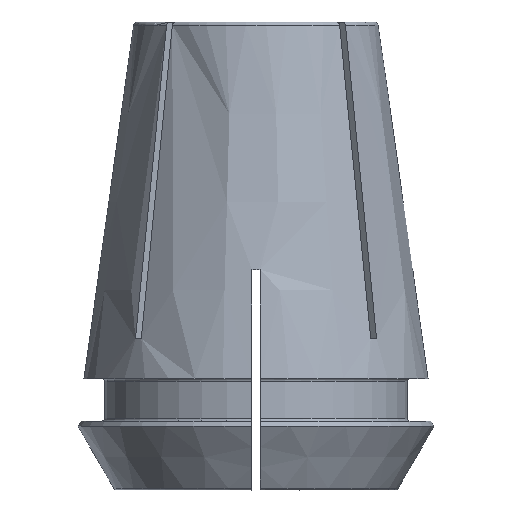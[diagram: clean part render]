
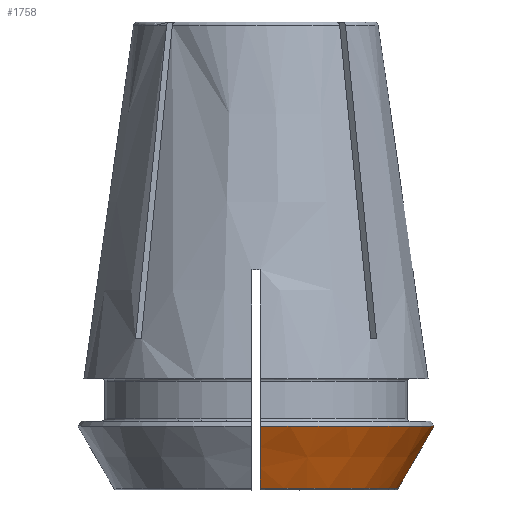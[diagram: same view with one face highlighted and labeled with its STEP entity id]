
A CAD part, front view. The second image highlights one B-rep face of the part: STEP entity #1758.
In plain terms, the highlighted conical face has half-angle 30 degrees and reference radius 12.931 mm.
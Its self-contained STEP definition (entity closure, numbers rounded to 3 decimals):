
#34=CONICAL_SURFACE('',#1943,12.931,0.524);
#391=CIRCLE('',#1942,10.335);
#392=CIRCLE('',#1944,78735.984);
#393=CIRCLE('',#1945,12.931);
#394=CIRCLE('',#1946,77770.275);
#720=ORIENTED_EDGE('',*,*,#1197,.T.);
#721=ORIENTED_EDGE('',*,*,#1199,.T.);
#722=ORIENTED_EDGE('',*,*,#1200,.F.);
#723=ORIENTED_EDGE('',*,*,#1201,.T.);
#1197=EDGE_CURVE('',#1421,#1420,#391,.T.);
#1199=EDGE_CURVE('',#1420,#1422,#392,.T.);
#1200=EDGE_CURVE('',#1423,#1422,#393,.T.);
#1201=EDGE_CURVE('',#1423,#1421,#394,.T.);
#1420=VERTEX_POINT('',#3129);
#1421=VERTEX_POINT('',#3131);
#1422=VERTEX_POINT('',#3138);
#1423=VERTEX_POINT('',#3140);
#1542=EDGE_LOOP('',(#720,#721,#722,#723));
#1638=FACE_BOUND('',#1542,.T.);
#1758=ADVANCED_FACE('',(#1638),#34,.T.);
#1942=AXIS2_PLACEMENT_3D('',#3130,#2373,#2374);
#1943=AXIS2_PLACEMENT_3D('',#3136,#2375,#2376);
#1944=AXIS2_PLACEMENT_3D('',#3137,#2377,#2378);
#1945=AXIS2_PLACEMENT_3D('',#3139,#2379,#2380);
#1946=AXIS2_PLACEMENT_3D('',#3141,#2381,#2382);
#2373=DIRECTION('',(0.,0.,1.));
#2374=DIRECTION('',(1.,0.,0.));
#2375=DIRECTION('',(0.,0.,1.));
#2376=DIRECTION('',(1.,0.,0.));
#2377=DIRECTION('',(0.,-1.,0.));
#2378=DIRECTION('',(0.866,0.,-0.5));
#2379=DIRECTION('',(0.,0.,1.));
#2380=DIRECTION('',(1.,0.,0.));
#2381=DIRECTION('',(1.,0.,0.));
#2382=DIRECTION('',(0.,-0.866,-0.5));
#3129=CARTESIAN_POINT('',(10.331,-0.3,0.325));
#3130=CARTESIAN_POINT('',(0.,0.,0.325));
#3131=CARTESIAN_POINT('',(0.3,-10.331,0.325));
#3136=CARTESIAN_POINT('',(0.,0.,4.821));
#3137=CARTESIAN_POINT('',(-68169.99,-0.3,39380.51));
#3138=CARTESIAN_POINT('',(12.927,-0.3,4.821));
#3139=CARTESIAN_POINT('',(0.,0.,4.821));
#3140=CARTESIAN_POINT('',(0.3,-12.927,4.821));
#3141=CARTESIAN_POINT('',(0.3,67333.732,38897.534));
